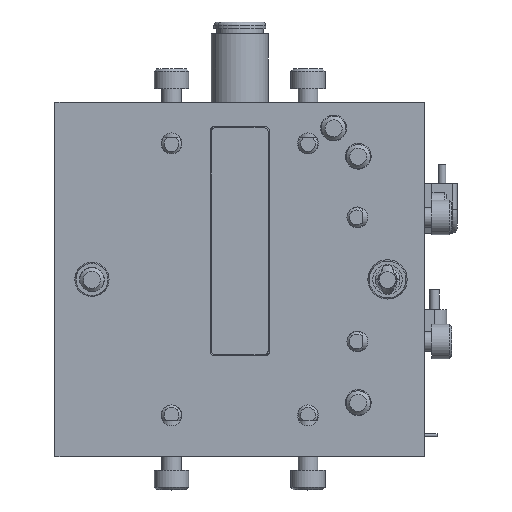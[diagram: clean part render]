
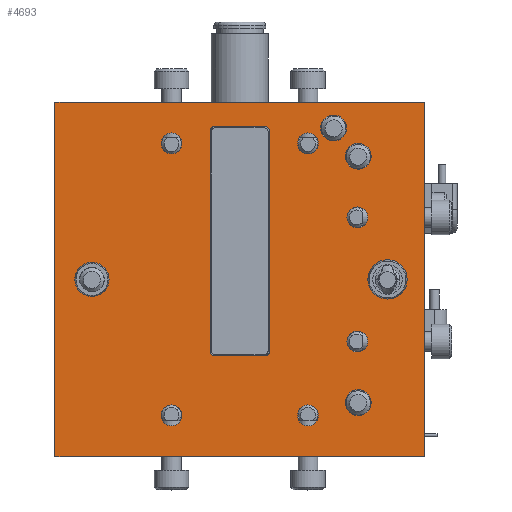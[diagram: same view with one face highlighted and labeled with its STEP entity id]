
A CAD part, top view. The second image highlights one B-rep face of the part: STEP entity #4693.
In plain terms, the highlighted face is planar.
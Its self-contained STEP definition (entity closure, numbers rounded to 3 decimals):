
#3968=FACE_BOUND('',#6100,.T.);
#3969=FACE_BOUND('',#6101,.T.);
#3970=FACE_BOUND('',#6102,.T.);
#3971=FACE_BOUND('',#6103,.T.);
#3972=FACE_BOUND('',#6104,.T.);
#3973=FACE_BOUND('',#6105,.T.);
#3974=FACE_BOUND('',#6106,.T.);
#3975=FACE_BOUND('',#6107,.T.);
#3976=FACE_BOUND('',#6108,.T.);
#3977=FACE_BOUND('',#6109,.T.);
#3978=FACE_BOUND('',#6110,.T.);
#3979=FACE_BOUND('',#6111,.T.);
#3980=FACE_BOUND('',#6112,.T.);
#4339=CIRCLE('',#12856,3.988);
#4340=CIRCLE('',#12857,3.488);
#4341=CIRCLE('',#12858,2.625);
#4342=CIRCLE('',#12859,2.625);
#4343=CIRCLE('',#12860,2.625);
#4344=CIRCLE('',#12861,2.125);
#4345=CIRCLE('',#12862,2.125);
#4346=CIRCLE('',#12863,2.125);
#4347=CIRCLE('',#12864,2.125);
#4348=CIRCLE('',#12865,2.125);
#4349=CIRCLE('',#12866,2.125);
#4350=CIRCLE('',#12867,0.794);
#4351=CIRCLE('',#12868,0.794);
#4352=CIRCLE('',#12869,0.794);
#4353=CIRCLE('',#12870,0.794);
#4693=ADVANCED_FACE('',(#3968,#3969,#3970,#3971,#3972,#3973,#3974,#3975,
#3976,#3977,#3978,#3979,#3980),#5292,.F.);
#5292=PLANE('',#12871);
#6100=EDGE_LOOP('',(#6950));
#6101=EDGE_LOOP('',(#6951));
#6102=EDGE_LOOP('',(#6952));
#6103=EDGE_LOOP('',(#6953));
#6104=EDGE_LOOP('',(#6954));
#6105=EDGE_LOOP('',(#6955));
#6106=EDGE_LOOP('',(#6956));
#6107=EDGE_LOOP('',(#6957));
#6108=EDGE_LOOP('',(#6958));
#6109=EDGE_LOOP('',(#6959));
#6110=EDGE_LOOP('',(#6960));
#6111=EDGE_LOOP('',(#6961,#6962,#6963,#6964,#6965,#6966,#6967,#6968));
#6112=EDGE_LOOP('',(#6969,#6970,#6971,#6972));
#6950=ORIENTED_EDGE('',*,*,#10301,.T.);
#6951=ORIENTED_EDGE('',*,*,#10302,.T.);
#6952=ORIENTED_EDGE('',*,*,#10303,.T.);
#6953=ORIENTED_EDGE('',*,*,#10304,.T.);
#6954=ORIENTED_EDGE('',*,*,#10305,.T.);
#6955=ORIENTED_EDGE('',*,*,#10306,.T.);
#6956=ORIENTED_EDGE('',*,*,#10307,.T.);
#6957=ORIENTED_EDGE('',*,*,#10308,.T.);
#6958=ORIENTED_EDGE('',*,*,#10309,.T.);
#6959=ORIENTED_EDGE('',*,*,#10310,.T.);
#6960=ORIENTED_EDGE('',*,*,#10311,.T.);
#6961=ORIENTED_EDGE('',*,*,#10312,.F.);
#6962=ORIENTED_EDGE('',*,*,#10313,.T.);
#6963=ORIENTED_EDGE('',*,*,#10314,.F.);
#6964=ORIENTED_EDGE('',*,*,#10315,.T.);
#6965=ORIENTED_EDGE('',*,*,#10316,.F.);
#6966=ORIENTED_EDGE('',*,*,#10317,.T.);
#6967=ORIENTED_EDGE('',*,*,#10318,.F.);
#6968=ORIENTED_EDGE('',*,*,#10319,.T.);
#6969=ORIENTED_EDGE('',*,*,#10286,.F.);
#6970=ORIENTED_EDGE('',*,*,#10300,.F.);
#6971=ORIENTED_EDGE('',*,*,#10296,.F.);
#6972=ORIENTED_EDGE('',*,*,#10292,.F.);
#9403=VERTEX_POINT('',#16686);
#9404=VERTEX_POINT('',#16687);
#9408=VERTEX_POINT('',#16698);
#9411=VERTEX_POINT('',#16706);
#9414=VERTEX_POINT('',#16716);
#9415=VERTEX_POINT('',#16718);
#9416=VERTEX_POINT('',#16720);
#9417=VERTEX_POINT('',#16722);
#9418=VERTEX_POINT('',#16724);
#9419=VERTEX_POINT('',#16726);
#9420=VERTEX_POINT('',#16728);
#9421=VERTEX_POINT('',#16730);
#9422=VERTEX_POINT('',#16732);
#9423=VERTEX_POINT('',#16734);
#9424=VERTEX_POINT('',#16736);
#9425=VERTEX_POINT('',#16738);
#9426=VERTEX_POINT('',#16739);
#9427=VERTEX_POINT('',#16741);
#9428=VERTEX_POINT('',#16743);
#9429=VERTEX_POINT('',#16745);
#9430=VERTEX_POINT('',#16747);
#9431=VERTEX_POINT('',#16749);
#9432=VERTEX_POINT('',#16751);
#10286=EDGE_CURVE('',#9403,#9404,#11496,.T.);
#10292=EDGE_CURVE('',#9404,#9408,#11499,.T.);
#10296=EDGE_CURVE('',#9408,#9411,#11501,.T.);
#10300=EDGE_CURVE('',#9411,#9403,#11503,.T.);
#10301=EDGE_CURVE('',#9414,#9414,#4339,.T.);
#10302=EDGE_CURVE('',#9415,#9415,#4340,.T.);
#10303=EDGE_CURVE('',#9416,#9416,#4341,.T.);
#10304=EDGE_CURVE('',#9417,#9417,#4342,.T.);
#10305=EDGE_CURVE('',#9418,#9418,#4343,.T.);
#10306=EDGE_CURVE('',#9419,#9419,#4344,.T.);
#10307=EDGE_CURVE('',#9420,#9420,#4345,.T.);
#10308=EDGE_CURVE('',#9421,#9421,#4346,.T.);
#10309=EDGE_CURVE('',#9422,#9422,#4347,.T.);
#10310=EDGE_CURVE('',#9423,#9423,#4348,.T.);
#10311=EDGE_CURVE('',#9424,#9424,#4349,.T.);
#10312=EDGE_CURVE('',#9425,#9426,#11504,.T.);
#10313=EDGE_CURVE('',#9425,#9427,#4350,.T.);
#10314=EDGE_CURVE('',#9428,#9427,#11505,.T.);
#10315=EDGE_CURVE('',#9428,#9429,#4351,.T.);
#10316=EDGE_CURVE('',#9430,#9429,#11506,.T.);
#10317=EDGE_CURVE('',#9430,#9431,#4352,.T.);
#10318=EDGE_CURVE('',#9432,#9431,#11507,.T.);
#10319=EDGE_CURVE('',#9432,#9426,#4353,.T.);
#11496=LINE('',#16685,#12171);
#11499=LINE('',#16697,#12174);
#11501=LINE('',#16705,#12176);
#11503=LINE('',#16713,#12178);
#11504=LINE('',#16737,#12179);
#11505=LINE('',#16742,#12180);
#11506=LINE('',#16746,#12181);
#11507=LINE('',#16750,#12182);
#12171=VECTOR('',#13939,1.);
#12174=VECTOR('',#13950,1.);
#12176=VECTOR('',#13958,1.);
#12178=VECTOR('',#13966,1.);
#12179=VECTOR('',#13991,1.);
#12180=VECTOR('',#13994,1.);
#12181=VECTOR('',#13997,1.);
#12182=VECTOR('',#14000,1.);
#12856=AXIS2_PLACEMENT_3D('',#16715,#13969,#13970);
#12857=AXIS2_PLACEMENT_3D('',#16717,#13971,#13972);
#12858=AXIS2_PLACEMENT_3D('',#16719,#13973,#13974);
#12859=AXIS2_PLACEMENT_3D('',#16721,#13975,#13976);
#12860=AXIS2_PLACEMENT_3D('',#16723,#13977,#13978);
#12861=AXIS2_PLACEMENT_3D('',#16725,#13979,#13980);
#12862=AXIS2_PLACEMENT_3D('',#16727,#13981,#13982);
#12863=AXIS2_PLACEMENT_3D('',#16729,#13983,#13984);
#12864=AXIS2_PLACEMENT_3D('',#16731,#13985,#13986);
#12865=AXIS2_PLACEMENT_3D('',#16733,#13987,#13988);
#12866=AXIS2_PLACEMENT_3D('',#16735,#13989,#13990);
#12867=AXIS2_PLACEMENT_3D('',#16740,#13992,#13993);
#12868=AXIS2_PLACEMENT_3D('',#16744,#13995,#13996);
#12869=AXIS2_PLACEMENT_3D('',#16748,#13998,#13999);
#12870=AXIS2_PLACEMENT_3D('',#16752,#14001,#14002);
#12871=AXIS2_PLACEMENT_3D('',#16753,#14003,#14004);
#13939=DIRECTION('',(0.,-1.,0.));
#13950=DIRECTION('',(1.,0.,0.));
#13958=DIRECTION('',(0.,1.,0.));
#13966=DIRECTION('',(-1.,0.,0.));
#13969=DIRECTION('',(0.,0.,1.));
#13970=DIRECTION('',(1.,0.,0.));
#13971=DIRECTION('',(0.,0.,1.));
#13972=DIRECTION('',(1.,0.,0.));
#13973=DIRECTION('',(0.,0.,1.));
#13974=DIRECTION('',(1.,0.,0.));
#13975=DIRECTION('',(0.,0.,1.));
#13976=DIRECTION('',(1.,0.,0.));
#13977=DIRECTION('',(0.,0.,1.));
#13978=DIRECTION('',(1.,0.,0.));
#13979=DIRECTION('',(0.,0.,1.));
#13980=DIRECTION('',(1.,0.,0.));
#13981=DIRECTION('',(0.,0.,1.));
#13982=DIRECTION('',(1.,0.,0.));
#13983=DIRECTION('',(0.,0.,1.));
#13984=DIRECTION('',(1.,0.,0.));
#13985=DIRECTION('',(0.,0.,1.));
#13986=DIRECTION('',(1.,0.,0.));
#13987=DIRECTION('',(0.,0.,1.));
#13988=DIRECTION('',(1.,0.,0.));
#13989=DIRECTION('',(0.,0.,1.));
#13990=DIRECTION('',(1.,0.,0.));
#13991=DIRECTION('',(1.,0.,0.));
#13992=DIRECTION('',(0.,0.,1.));
#13993=DIRECTION('',(1.,0.,0.));
#13994=DIRECTION('',(0.,1.,0.));
#13995=DIRECTION('',(0.,0.,1.));
#13996=DIRECTION('',(1.,0.,0.));
#13997=DIRECTION('',(-1.,0.,0.));
#13998=DIRECTION('',(0.,0.,1.));
#13999=DIRECTION('',(1.,0.,0.));
#14000=DIRECTION('',(0.,-1.,0.));
#14001=DIRECTION('',(0.,0.,1.));
#14002=DIRECTION('',(1.,0.,0.));
#14003=DIRECTION('',(0.,0.,1.));
#14004=DIRECTION('',(1.,0.,0.));
#16685=CARTESIAN_POINT('',(-37.5,36.,0.));
#16686=CARTESIAN_POINT('',(-37.5,36.,0.));
#16687=CARTESIAN_POINT('',(-37.5,-36.,0.));
#16697=CARTESIAN_POINT('',(-37.5,-36.,0.));
#16698=CARTESIAN_POINT('',(37.5,-36.,0.));
#16705=CARTESIAN_POINT('',(37.5,-36.,0.));
#16706=CARTESIAN_POINT('',(37.5,36.,0.));
#16713=CARTESIAN_POINT('',(37.5,36.,0.));
#16715=CARTESIAN_POINT('',(30.,0.,0.));
#16716=CARTESIAN_POINT('',(33.988,0.,0.));
#16717=CARTESIAN_POINT('',(-30.,0.,0.));
#16718=CARTESIAN_POINT('',(-26.513,0.,0.));
#16719=CARTESIAN_POINT('',(24.05,25.,0.));
#16720=CARTESIAN_POINT('',(26.675,25.,0.));
#16721=CARTESIAN_POINT('',(24.05,-25.,0.));
#16722=CARTESIAN_POINT('',(26.675,-25.,0.));
#16723=CARTESIAN_POINT('',(19.05,-30.75,0.));
#16724=CARTESIAN_POINT('',(21.675,-30.75,0.));
#16725=CARTESIAN_POINT('',(23.875,12.6,0.));
#16726=CARTESIAN_POINT('',(26.,12.6,0.));
#16727=CARTESIAN_POINT('',(23.875,-12.6,0.));
#16728=CARTESIAN_POINT('',(26.,-12.6,0.));
#16729=CARTESIAN_POINT('',(13.85,27.6,0.));
#16730=CARTESIAN_POINT('',(15.975,27.6,0.));
#16731=CARTESIAN_POINT('',(13.85,-27.6,0.));
#16732=CARTESIAN_POINT('',(15.975,-27.6,0.));
#16733=CARTESIAN_POINT('',(-13.85,27.6,0.));
#16734=CARTESIAN_POINT('',(-11.725,27.6,0.));
#16735=CARTESIAN_POINT('',(-13.85,-27.6,0.));
#16736=CARTESIAN_POINT('',(-11.725,-27.6,0.));
#16737=CARTESIAN_POINT('',(-6.,15.5,0.));
#16738=CARTESIAN_POINT('',(-5.206,15.5,0.));
#16739=CARTESIAN_POINT('',(5.206,15.5,0.));
#16740=CARTESIAN_POINT('',(-5.206,14.706,0.));
#16741=CARTESIAN_POINT('',(-6.,14.706,0.));
#16742=CARTESIAN_POINT('',(-6.,-31.,0.));
#16743=CARTESIAN_POINT('',(-6.,-30.206,0.));
#16744=CARTESIAN_POINT('',(-5.206,-30.206,0.));
#16745=CARTESIAN_POINT('',(-5.206,-31.,0.));
#16746=CARTESIAN_POINT('',(6.,-31.,0.));
#16747=CARTESIAN_POINT('',(5.206,-31.,0.));
#16748=CARTESIAN_POINT('',(5.206,-30.206,0.));
#16749=CARTESIAN_POINT('',(6.,-30.206,0.));
#16750=CARTESIAN_POINT('',(6.,15.5,0.));
#16751=CARTESIAN_POINT('',(6.,14.706,0.));
#16752=CARTESIAN_POINT('',(5.206,14.706,0.));
#16753=CARTESIAN_POINT('',(0.,0.,0.));
